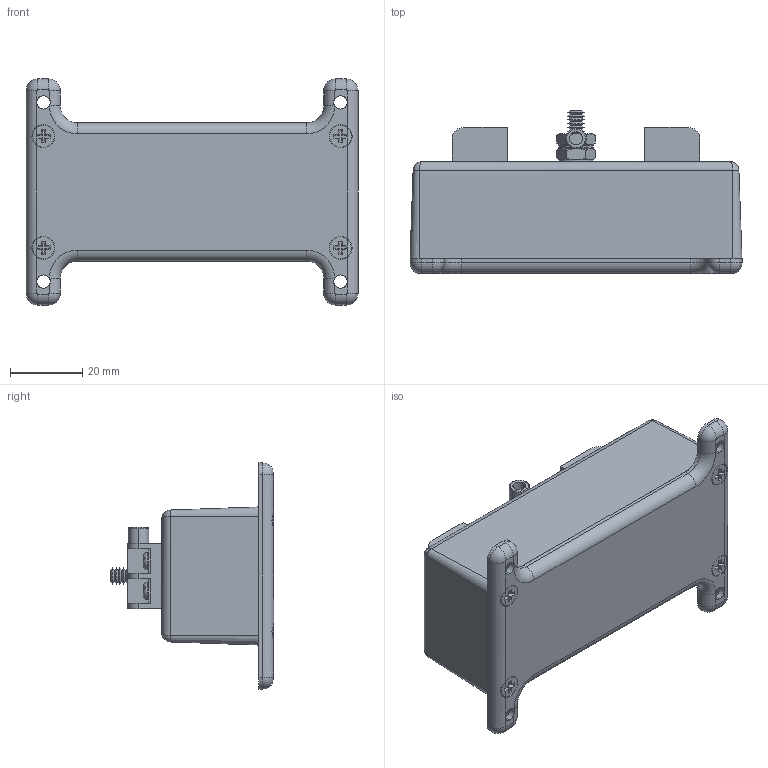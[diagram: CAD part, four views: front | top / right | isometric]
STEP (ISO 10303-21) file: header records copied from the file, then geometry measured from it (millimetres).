
FILE_DESCRIPTION (( 'STEP AP214' ), '1' );
FILE_NAME ('HGLN-D1-05.STEP', '2019-01-17T16:06:33', ( '' ), ( '' ), 'SwSTEP 2.0', 'SolidWorks 2017', '' );
FILE_SCHEMA (( 'AUTOMOTIVE_DESIGN' ));
Length unit declared in the file: inch
Products named in the file (8): XCT-0005; XFS-0026; XFW-0002; HYP224; XF452-01; XF799-01_WITHOUT DC; XFN-0003; HGLN-D1-05
Assembly tree (8 placements, depth 2):
  HGLN-D1-05
    XF799-01_WITHOUT DC
    XF452-01
    XFN-0003  x2
    XFS-0026
    XFW-0002
    XCT-0005
    HYP224
Bounding box: 92.2 x 45.31 x 62.79 mm (x, y, z)
Volume: 33566.8 mm3; surface area: 38523 mm2
Topology: 8 solids, 8 shells, 809 faces, 2141 edges, 1357 vertices
Faces by surface type: plane 416, cylinder 194, cone 136, torus 53, bspline 10
Entity records: 34075 total; most frequent: CARTESIAN_POINT 8026, ORIENTED_EDGE 4158, DIRECTION 4148, EDGE_CURVE 2079, AXIS2_PLACEMENT_3D 1425, VERTEX_POINT 1327, VECTOR 1298, LINE 1298
